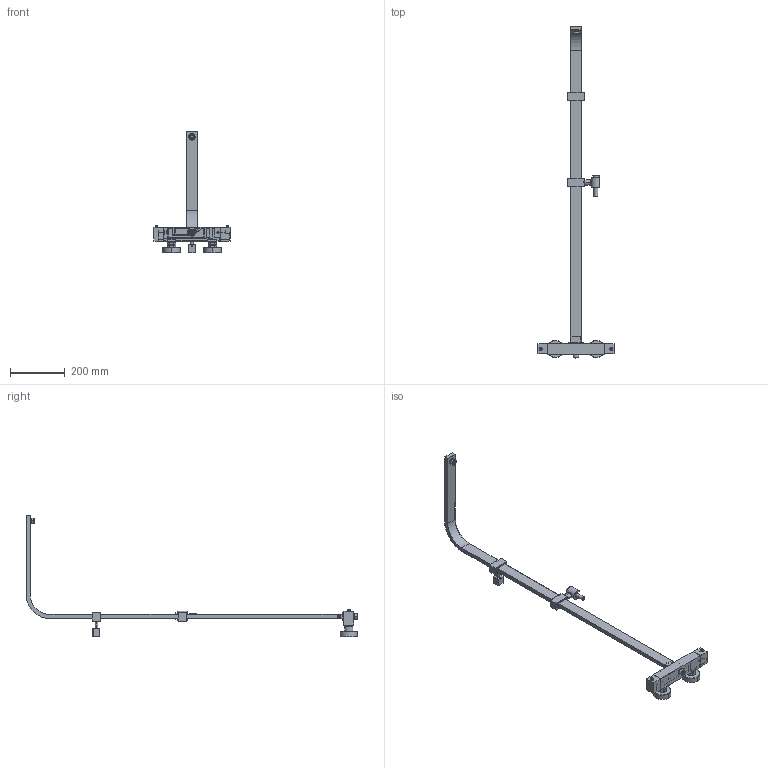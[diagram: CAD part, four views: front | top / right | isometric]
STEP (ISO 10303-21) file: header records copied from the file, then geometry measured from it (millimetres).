
FILE_DESCRIPTION((''),'2;1');
FILE_NAME('ZCOL665CRX','2021-11-11T13:36:10',('ut3'),('PAFFONI SpA'),'CREO PARAMETRIC BY PTC INC, 2020044','CREO PARAMETRIC BY PTC INC, 2020044','');
FILE_SCHEMA(('CONFIG_CONTROL_DESIGN','SHAPE_APPEARANCE_LAYERS_GROUPS'));
Products named in the file (1): ZCOL665CRX
Bounding box: 279.05 x 1215.5 x 446.9 mm (x, y, z)
Volume: 651714.5 mm3; surface area: 535132 mm2
Topology: 12 solids, 13 shells, 3037 faces, 8558 edges, 5507 vertices
Faces by surface type: plane 2088, cylinder 581, cone 142, torus 136, sphere 52, bspline 38
Entity records: 139354 total; most frequent: CARTESIAN_POINT 42860, ORIENTED_EDGE 17064, DIRECTION 13231, EDGE_CURVE 8532, VERTEX_POINT 5507, AXIS2_PLACEMENT_3D 4820, EDGE_LOOP 3817, VECTOR 3591
